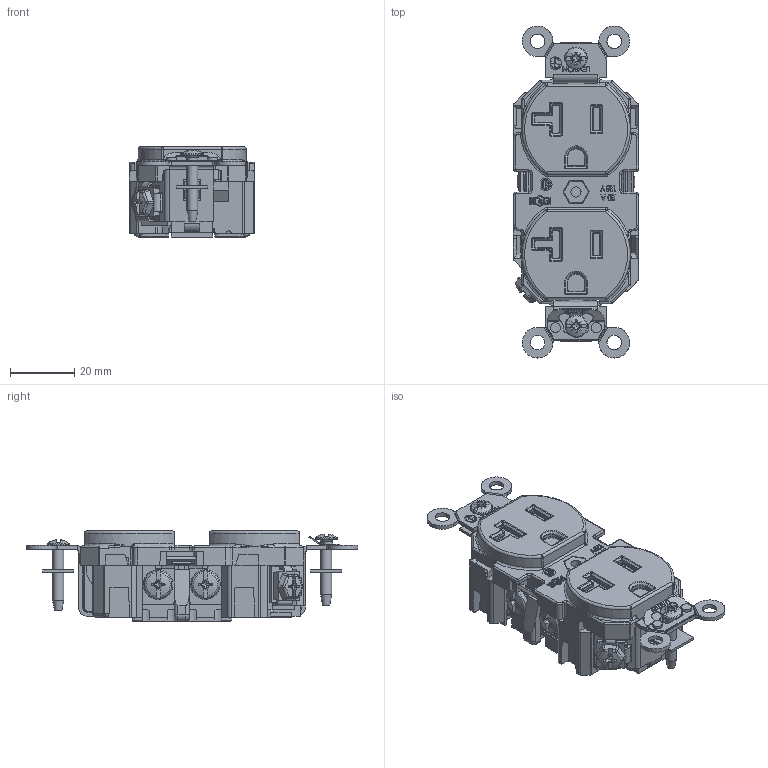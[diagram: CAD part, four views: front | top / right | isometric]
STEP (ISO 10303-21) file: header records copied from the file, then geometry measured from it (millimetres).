
FILE_DESCRIPTION (( 'STEP AP214' ), '1' );
FILE_NAME ('CATSTD-053CM-62X-M01.STEP', '2021-12-08T15:58:02', ( '' ), ( '' ), 'SwSTEP 2.0', 'SolidWorks 2020', '' );
FILE_SCHEMA (( 'AUTOMOTIVE_DESIGN' ));
Length unit declared in the file: inch
Products named in the file (1): CATSTD-053CM-62X-M01
Bounding box: 38.94 x 103.17 x 28.14 mm (x, y, z)
Volume: 54774.5 mm3; surface area: 26051.5 mm2
Topology: 2 solids, 29 shells, 4598 faces, 12244 edges, 7653 vertices
Faces by surface type: plane 2823, cylinder 794, cone 404, bspline 354, torus 155, sphere 68
Full cylindrical faces by diameter (mm): 2.587 x1, 2.991 x1, 3.175 x1, 3.183 x1, 3.404 x4, 4.521 x4, 4.803 x8, 6.858 x2
Entity records: 208314 total; most frequent: CARTESIAN_POINT 44429, ORIENTED_EDGE 24184, DIRECTION 20997, EDGE_CURVE 12092, LINE 7727, VECTOR 7727, VERTEX_POINT 7604, AXIS2_PLACEMENT_3D 6635
